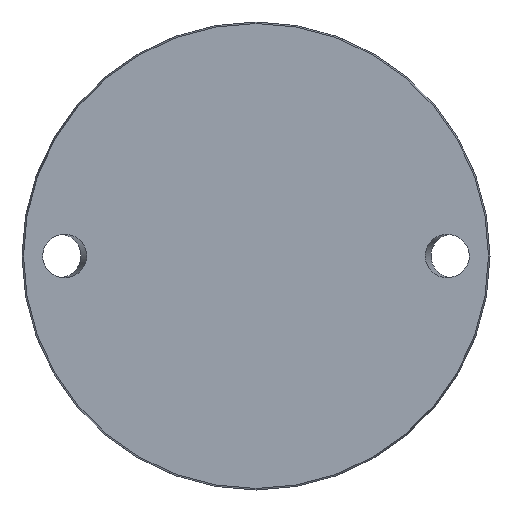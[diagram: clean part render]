
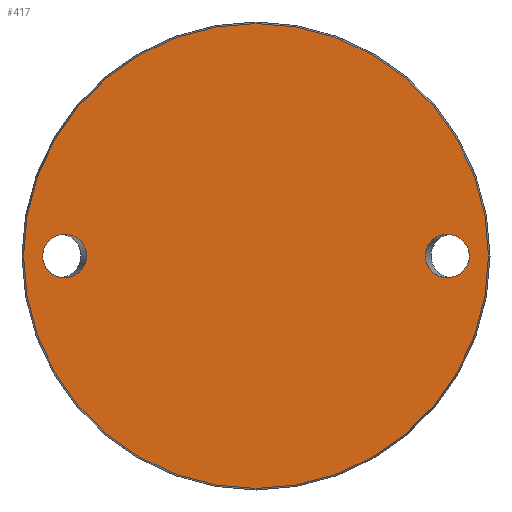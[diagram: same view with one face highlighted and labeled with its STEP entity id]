
A CAD part, front view. The second image highlights one B-rep face of the part: STEP entity #417.
In plain terms, the highlighted planar face has unit normal (0, -1, 0).
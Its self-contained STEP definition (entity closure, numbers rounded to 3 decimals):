
#4 = VERTEX_POINT ( 'NONE', #694 ) ;
#30 = ORIENTED_EDGE ( 'NONE', *, *, #847, .F. ) ;
#37 = VERTEX_POINT ( 'NONE', #489 ) ;
#55 = EDGE_LOOP ( 'NONE', ( #30 ) ) ;
#118 = CARTESIAN_POINT ( 'NONE',  ( -64.385, 0., 0. ) ) ;
#124 = CARTESIAN_POINT ( 'NONE',  ( -81.115, 0., -16.5 ) ) ;
#156 = VERTEX_POINT ( 'NONE', #623 ) ;
#158 = DIRECTION ( 'NONE',  ( 0., -1., 0. ) ) ;
#185 = FACE_OUTER_BOUND ( 'NONE', #675, .T. ) ;
#193 = EDGE_CURVE ( 'NONE', #4, #4, #811, .T. ) ;
#198 = CARTESIAN_POINT ( 'NONE',  ( -81.115, 0., 16.5 ) ) ;
#199 = AXIS2_PLACEMENT_3D ( 'NONE', #230, #158, #614 ) ;
#230 = CARTESIAN_POINT ( 'NONE',  ( 0., 0., 0. ) ) ;
#309 = ORIENTED_EDGE ( 'NONE', *, *, #425, .T. ) ;
#310 = AXIS2_PLACEMENT_3D ( 'NONE', #800, #723, #408 ) ;
#348 = CARTESIAN_POINT ( 'NONE',  ( -64.385, 0., 16.5 ) ) ;
#382 = EDGE_LOOP ( 'NONE', ( #309 ) ) ;
#408 = DIRECTION ( 'NONE',  ( 0., 0., 1. ) ) ;
#417 = ADVANCED_FACE ( 'NONE', ( #878, #815, #185 ), #885, .F. ) ;
#423 = CARTESIAN_POINT ( 'NONE',  ( -64.385, 0., -16.5 ) ) ;
#425 = EDGE_CURVE ( 'NONE', #156, #156, #477, .T. ) ;
#427 = CARTESIAN_POINT ( 'NONE',  ( -81.115, 0., 0. ) ) ;
#430 =( BOUNDED_CURVE ( )  B_SPLINE_CURVE ( 3, ( #578, #441, #451, #670, #904, #915, #825 ),
 .UNSPECIFIED., .T., .F. ) 
 B_SPLINE_CURVE_WITH_KNOTS ( ( 4, 3, 4 ),
 ( 0., 3.142, 6.283 ),
 .UNSPECIFIED. ) 
 CURVE ( )  GEOMETRIC_REPRESENTATION_ITEM ( )  RATIONAL_B_SPLINE_CURVE ( ( 1., 0.333, 0.333, 1., 0.333, 0.333, 1. ) ) 
 REPRESENTATION_ITEM ( '' )  );
#441 = CARTESIAN_POINT ( 'NONE',  ( 64.385, 0., -16.5 ) ) ;
#451 = CARTESIAN_POINT ( 'NONE',  ( 81.115, 0., -16.5 ) ) ;
#477 =( BOUNDED_CURVE ( )  B_SPLINE_CURVE ( 3, ( #501, #198, #348, #118, #423, #124, #427 ),
 .UNSPECIFIED., .T., .F. ) 
 B_SPLINE_CURVE_WITH_KNOTS ( ( 4, 3, 4 ),
 ( 0., 3.142, 6.283 ),
 .UNSPECIFIED. ) 
 CURVE ( )  GEOMETRIC_REPRESENTATION_ITEM ( )  RATIONAL_B_SPLINE_CURVE ( ( 1., 0.333, 0.333, 1., 0.333, 0.333, 1. ) ) 
 REPRESENTATION_ITEM ( '' )  );
#484 = ORIENTED_EDGE ( 'NONE', *, *, #193, .T. ) ;
#489 = CARTESIAN_POINT ( 'NONE',  ( 64.385, 0., 0. ) ) ;
#501 = CARTESIAN_POINT ( 'NONE',  ( -81.115, 0., 0. ) ) ;
#578 = CARTESIAN_POINT ( 'NONE',  ( 64.385, 0., 0. ) ) ;
#614 = DIRECTION ( 'NONE',  ( 0., 0., -1. ) ) ;
#623 = CARTESIAN_POINT ( 'NONE',  ( -81.115, 0., 0. ) ) ;
#670 = CARTESIAN_POINT ( 'NONE',  ( 81.115, 0., 0. ) ) ;
#675 = EDGE_LOOP ( 'NONE', ( #484 ) ) ;
#694 = CARTESIAN_POINT ( 'NONE',  ( 0., 0., -88.425 ) ) ;
#723 = DIRECTION ( 'NONE',  ( 0., 1., 0. ) ) ;
#800 = CARTESIAN_POINT ( 'NONE',  ( -88.425, 0., 0. ) ) ;
#811 = CIRCLE ( 'NONE', #199, 88.425 ) ;
#815 = FACE_BOUND ( 'NONE', #55, .T. ) ;
#825 = CARTESIAN_POINT ( 'NONE',  ( 64.385, 0., 0. ) ) ;
#847 = EDGE_CURVE ( 'NONE', #37, #37, #430, .T. ) ;
#878 = FACE_BOUND ( 'NONE', #382, .T. ) ;
#885 = PLANE ( 'NONE',  #310 ) ;
#904 = CARTESIAN_POINT ( 'NONE',  ( 81.115, 0., 16.5 ) ) ;
#915 = CARTESIAN_POINT ( 'NONE',  ( 64.385, 0., 16.5 ) ) ;
